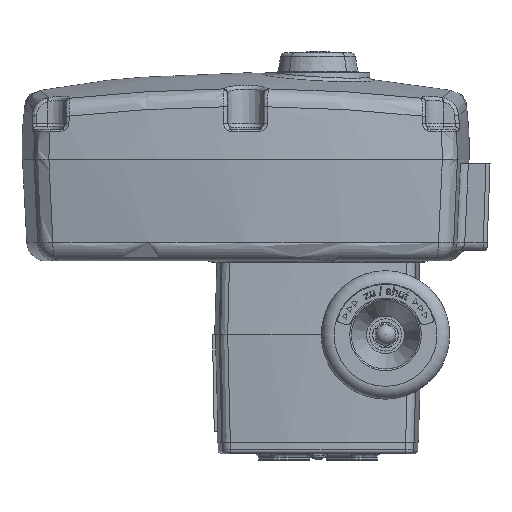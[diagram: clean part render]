
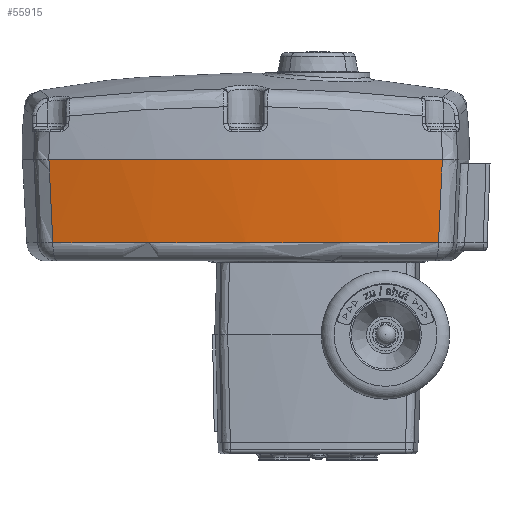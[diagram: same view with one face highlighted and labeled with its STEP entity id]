
A CAD part, front view. The second image highlights one B-rep face of the part: STEP entity #55915.
In plain terms, the highlighted conical face has half-angle 3 degrees and reference radius 598.192 mm.
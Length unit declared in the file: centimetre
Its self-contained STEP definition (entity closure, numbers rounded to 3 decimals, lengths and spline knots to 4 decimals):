
#1172=B_SPLINE_CURVE_WITH_KNOTS('',3,(#91745,#91746,#91747,#91748),
 .UNSPECIFIED.,.F.,.F.,(4,4),(6.8261,7.517),
 .UNSPECIFIED.);
#1173=B_SPLINE_CURVE_WITH_KNOTS('',3,(#91750,#91751,#91752,#91753),
 .UNSPECIFIED.,.F.,.F.,(4,4),(6.6152,6.8261),
 .UNSPECIFIED.);
#1174=B_SPLINE_CURVE_WITH_KNOTS('',3,(#91755,#91756,#91757,#91758),
 .UNSPECIFIED.,.F.,.F.,(4,4),(2.3438,6.6152),
 .UNSPECIFIED.);
#1175=B_SPLINE_CURVE_WITH_KNOTS('',3,(#91762,#91763,#91764,#91765),
 .UNSPECIFIED.,.F.,.F.,(4,4),(-6.6135,-2.3421),
 .UNSPECIFIED.);
#1176=B_SPLINE_CURVE_WITH_KNOTS('',3,(#91767,#91768,#91769,#91770),
 .UNSPECIFIED.,.F.,.F.,(4,4),(-6.8244,-6.6135),
 .UNSPECIFIED.);
#1177=B_SPLINE_CURVE_WITH_KNOTS('',3,(#91771,#91772,#91773,#91774),
 .UNSPECIFIED.,.F.,.F.,(4,4),(-7.5153,-6.8244),
 .UNSPECIFIED.);
#12044=FACE_OUTER_BOUND('',#15811,.T.);
#15811=EDGE_LOOP('',(#38622,#38623,#38624,#38625,#38626,#38627,#38628,#38629));
#19466=CIRCLE('',#59454,59.9686);
#19879=CIRCLE('',#60130,59.698);
#22851=VERTEX_POINT('',#82617);
#22852=VERTEX_POINT('',#82634);
#23584=VERTEX_POINT('',#91744);
#23585=VERTEX_POINT('',#91749);
#23586=VERTEX_POINT('',#91754);
#23587=VERTEX_POINT('',#91759);
#23588=VERTEX_POINT('',#91761);
#23589=VERTEX_POINT('',#91766);
#28147=EDGE_CURVE('',#22852,#22851,#19466,.T.);
#29222=EDGE_CURVE('',#23584,#22851,#1172,.T.);
#29223=EDGE_CURVE('',#23585,#23584,#1173,.T.);
#29224=EDGE_CURVE('',#23586,#23585,#1174,.T.);
#29225=EDGE_CURVE('',#23587,#23586,#19879,.T.);
#29226=EDGE_CURVE('',#23588,#23587,#1175,.T.);
#29227=EDGE_CURVE('',#23589,#23588,#1176,.T.);
#29228=EDGE_CURVE('',#22852,#23589,#1177,.T.);
#38622=ORIENTED_EDGE('',*,*,#28147,.T.);
#38623=ORIENTED_EDGE('',*,*,#29222,.F.);
#38624=ORIENTED_EDGE('',*,*,#29223,.F.);
#38625=ORIENTED_EDGE('',*,*,#29224,.F.);
#38626=ORIENTED_EDGE('',*,*,#29225,.F.);
#38627=ORIENTED_EDGE('',*,*,#29226,.F.);
#38628=ORIENTED_EDGE('',*,*,#29227,.F.);
#38629=ORIENTED_EDGE('',*,*,#29228,.F.);
#51732=CONICAL_SURFACE('',#60129,59.8192,3.);
#55915=ADVANCED_FACE('',(#12044),#51732,.T.);
#59454=AXIS2_PLACEMENT_3D('',#82635,#66729,#66730);
#60129=AXIS2_PLACEMENT_3D('',#91743,#68303,#68304);
#60130=AXIS2_PLACEMENT_3D('',#91760,#68305,#68306);
#66729=DIRECTION('center_axis',(0.,0.,
-1.));
#66730=DIRECTION('ref_axis',(0.218,0.976,0.));
#68303=DIRECTION('center_axis',(0.,0.,
1.));
#68304=DIRECTION('ref_axis',(0.218,0.976,0.));
#68305=DIRECTION('center_axis',(0.,0.,
-1.));
#68306=DIRECTION('ref_axis',(0.,-1.,0.));
#82617=CARTESIAN_POINT('',(-16.7363,-7.6069,6.4));
#82634=CARTESIAN_POINT('',(7.7363,-7.6069,6.4));
#82635=CARTESIAN_POINT('Origin',(-4.5,51.1,6.4));
#91743=CARTESIAN_POINT('Origin',(-4.5,51.1,3.55));
#91744=CARTESIAN_POINT('',(-16.7041,-7.5767,5.7105));
#91745=CARTESIAN_POINT('Ctrl Pts',(-16.7041,-7.5767,
5.7105));
#91746=CARTESIAN_POINT('Ctrl Pts',(-16.7149,-7.5868,
5.9403));
#91747=CARTESIAN_POINT('Ctrl Pts',(-16.7256,-7.5968,
6.1702));
#91748=CARTESIAN_POINT('Ctrl Pts',(-16.7363,-7.6069,
6.4));
#91749=CARTESIAN_POINT('',(-16.6943,-7.5675,5.5));
#91750=CARTESIAN_POINT('Ctrl Pts',(-16.6943,-7.5675,
5.5));
#91751=CARTESIAN_POINT('Ctrl Pts',(-16.6976,-7.5705,
5.5702));
#91752=CARTESIAN_POINT('Ctrl Pts',(-16.7009,-7.5736,
5.6403));
#91753=CARTESIAN_POINT('Ctrl Pts',(-16.7041,-7.5767,
5.7105));
#91754=CARTESIAN_POINT('',(-16.4954,-7.3804,1.2372));
#91755=CARTESIAN_POINT('Ctrl Pts',(-16.4954,-7.3804,
1.2372));
#91756=CARTESIAN_POINT('Ctrl Pts',(-16.5618,-7.4428,
2.6581));
#91757=CARTESIAN_POINT('Ctrl Pts',(-16.6281,-7.5052,
4.0791));
#91758=CARTESIAN_POINT('Ctrl Pts',(-16.6943,-7.5675,
5.5));
#91759=CARTESIAN_POINT('',(7.4954,-7.3804,1.2372));
#91760=CARTESIAN_POINT('Origin',(-4.5,51.1,1.2372));
#91761=CARTESIAN_POINT('',(7.6943,-7.5675,5.5));
#91762=CARTESIAN_POINT('Ctrl Pts',(7.6943,-7.5675,5.5));
#91763=CARTESIAN_POINT('Ctrl Pts',(7.6281,-7.5052,4.0791));
#91764=CARTESIAN_POINT('Ctrl Pts',(7.5618,-7.4428,2.6581));
#91765=CARTESIAN_POINT('Ctrl Pts',(7.4954,-7.3804,1.2372));
#91766=CARTESIAN_POINT('',(7.7041,-7.5767,5.7105));
#91767=CARTESIAN_POINT('Ctrl Pts',(7.7041,-7.5767,5.7105));
#91768=CARTESIAN_POINT('Ctrl Pts',(7.7009,-7.5736,5.6403));
#91769=CARTESIAN_POINT('Ctrl Pts',(7.6976,-7.5705,5.5702));
#91770=CARTESIAN_POINT('Ctrl Pts',(7.6943,-7.5675,5.5));
#91771=CARTESIAN_POINT('Ctrl Pts',(7.7363,-7.6069,6.4));
#91772=CARTESIAN_POINT('Ctrl Pts',(7.7256,-7.5968,6.1702));
#91773=CARTESIAN_POINT('Ctrl Pts',(7.7149,-7.5868,5.9403));
#91774=CARTESIAN_POINT('Ctrl Pts',(7.7041,-7.5767,5.7105));
